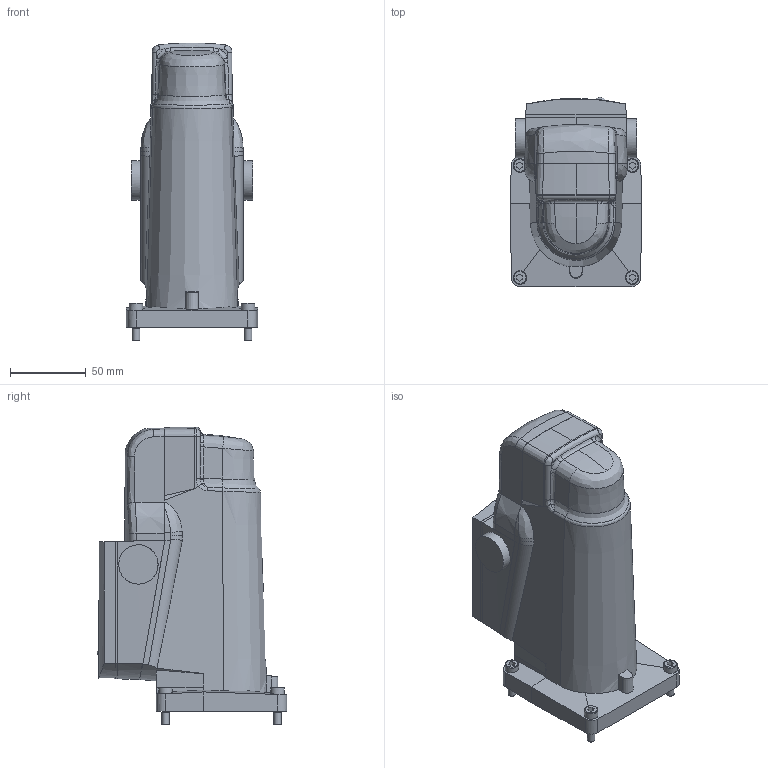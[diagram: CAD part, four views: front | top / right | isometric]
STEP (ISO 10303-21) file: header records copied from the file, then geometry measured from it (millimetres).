
FILE_DESCRIPTION(/* description */ ('Step214-Parts for PM'),/* implementation_level */ '2;1');
FILE_NAME(/* name */ 'SKP15...U.stp',/* time_stamp */ '2016-03-23T15:16:35+01:00',/* author */ ('EMC'),/* organization */ ('Siemens'),/* preprocessor_version */ 'ST-DEVELOPER v15',/* originating_system */ 'SIEMENS PLM Software NX 8.5',/* authorisation */ 'EMC/PM');
FILE_SCHEMA (('AUTOMOTIVE_DESIGN { 1 0 10303 214 3 1 1 1 }'));
Length unit declared in the file: millimetre
Products named in the file (1): Volc1A8C2D12htkq
Bounding box: 87 x 125 x 196.7 mm (x, y, z)
Volume: 1005545.3 mm3; surface area: 72057.8 mm2
Topology: 1 solids, 1 shells, 213 faces, 548 edges, 348 vertices
Faces by surface type: plane 105, bspline 54, cylinder 27, cone 20, torus 6, sphere 1
Full cylindrical faces by diameter (mm): 5 x4, 9 x4, 26 x2
Entity records: 7349 total; most frequent: CARTESIAN_POINT 2720, ORIENTED_EDGE 1026, DIRECTION 823, EDGE_CURVE 513, VERTEX_POINT 338, AXIS2_PLACEMENT_3D 300, EDGE_LOOP 249, LINE 223
